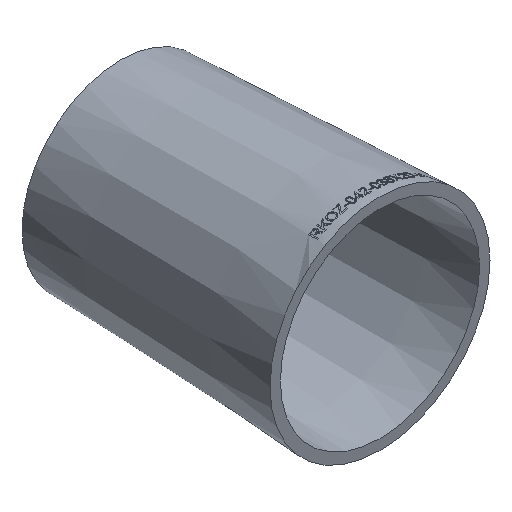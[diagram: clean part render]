
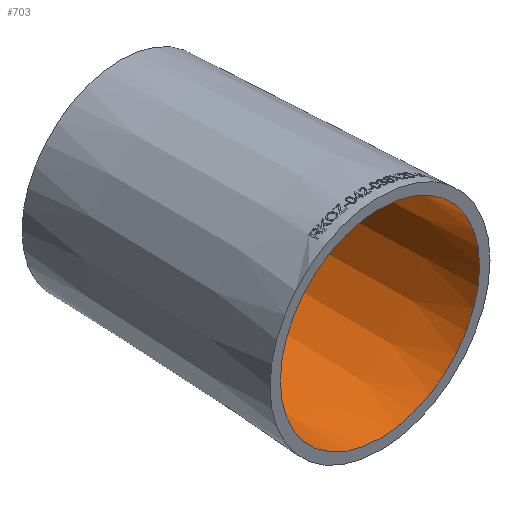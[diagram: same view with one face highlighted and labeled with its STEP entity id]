
A CAD part, isometric view. The second image highlights one B-rep face of the part: STEP entity #703.
In plain terms, the highlighted conical face has half-angle 2.519 degrees and reference radius 19.198 mm.
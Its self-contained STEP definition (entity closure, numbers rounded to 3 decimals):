
#525 = DIRECTION ( 'NONE',  ( 0., -1., 0. ) ) ;
#703 = ADVANCED_FACE ( 'NONE', ( #18852, #2200 ), #20352, .F. ) ;
#1217 = CARTESIAN_POINT ( 'NONE',  ( 0., 50., 0. ) ) ;
#1769 = DIRECTION ( 'NONE',  ( 0., 0., -1. ) ) ;
#2200 = FACE_OUTER_BOUND ( 'NONE', #5376, .T. ) ;
#2585 = CARTESIAN_POINT ( 'NONE',  ( 0., 0., 0. ) ) ;
#2904 = ORIENTED_EDGE ( 'NONE', *, *, #15191, .F. ) ;
#3530 = EDGE_CURVE ( 'NONE', #13235, #13235, #12574, .T. ) ;
#5107 = CARTESIAN_POINT ( 'NONE',  ( 0., 0., -19.198 ) ) ;
#5376 = EDGE_LOOP ( 'NONE', ( #16783 ) ) ;
#7684 = DIRECTION ( 'NONE',  ( 0., -1., 0. ) ) ;
#9710 = DIRECTION ( 'NONE',  ( 0., -1., 0. ) ) ;
#10449 = AXIS2_PLACEMENT_3D ( 'NONE', #2585, #9710, #21349 ) ;
#12574 = CIRCLE ( 'NONE', #10449, 19.198 ) ;
#12773 = EDGE_LOOP ( 'NONE', ( #2904 ) ) ;
#13235 = VERTEX_POINT ( 'NONE', #5107 ) ;
#13906 = CARTESIAN_POINT ( 'NONE',  ( 0., 0., 0. ) ) ;
#15191 = EDGE_CURVE ( 'NONE', #20071, #20071, #20915, .T. ) ;
#16145 = DIRECTION ( 'NONE',  ( 0., 0., -1. ) ) ;
#16783 = ORIENTED_EDGE ( 'NONE', *, *, #3530, .T. ) ;
#18380 = CARTESIAN_POINT ( 'NONE',  ( 0., 50., -16.998 ) ) ;
#18425 = AXIS2_PLACEMENT_3D ( 'NONE', #1217, #7684, #16145 ) ;
#18556 = AXIS2_PLACEMENT_3D ( 'NONE', #13906, #525, #1769 ) ;
#18852 = FACE_BOUND ( 'NONE', #12773, .T. ) ;
#20071 = VERTEX_POINT ( 'NONE', #18380 ) ;
#20352 = CONICAL_SURFACE ( 'NONE', #18556, 19.198, 0.044 ) ;
#20915 = CIRCLE ( 'NONE', #18425, 16.998 ) ;
#21349 = DIRECTION ( 'NONE',  ( 0., 0., -1. ) ) ;
